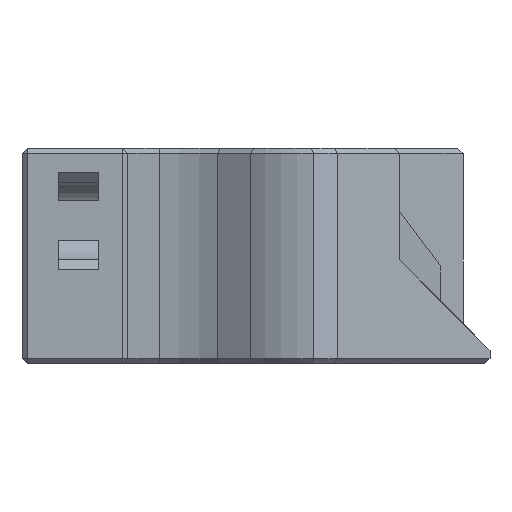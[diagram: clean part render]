
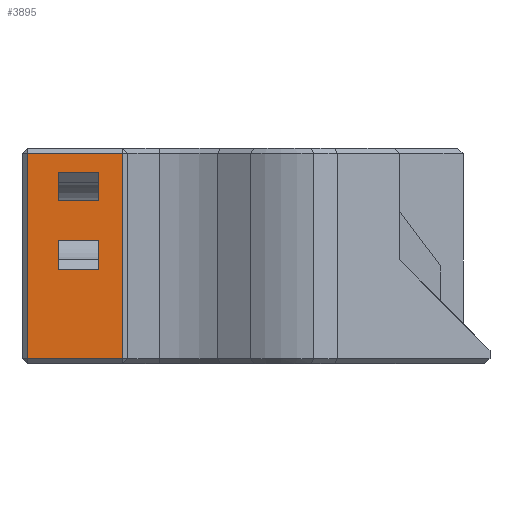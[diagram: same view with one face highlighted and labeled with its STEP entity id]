
A CAD part, left-side view. The second image highlights one B-rep face of the part: STEP entity #3895.
In plain terms, the highlighted planar face has unit normal (-1, 0, 0).
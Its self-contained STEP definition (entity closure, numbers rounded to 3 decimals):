
#110=FACE_BOUND('',#659,.T.);
#111=FACE_BOUND('',#660,.T.);
#412=FACE_OUTER_BOUND('',#658,.T.);
#658=EDGE_LOOP('',(#3399,#3400,#3401,#3402));
#659=EDGE_LOOP('',(#3403,#3404,#3405,#3406));
#660=EDGE_LOOP('',(#3407,#3408,#3409,#3410));
#1048=LINE('',#6540,#1475);
#1050=LINE('',#6545,#1477);
#1052=LINE('',#6550,#1479);
#1055=LINE('',#6555,#1482);
#1056=LINE('',#6557,#1483);
#1057=LINE('',#6561,#1484);
#1058=LINE('',#6564,#1485);
#1059=LINE('',#6566,#1486);
#1060=LINE('',#6567,#1487);
#1061=LINE('',#6570,#1488);
#1069=LINE('',#6597,#1496);
#1095=LINE('',#6660,#1522);
#1475=VECTOR('',#5147,10.);
#1477=VECTOR('',#5151,1000.);
#1479=VECTOR('',#5155,1000.);
#1482=VECTOR('',#5160,1000.);
#1483=VECTOR('',#5161,1000.);
#1484=VECTOR('',#5166,1000.);
#1485=VECTOR('',#5169,1000.);
#1486=VECTOR('',#5172,1000.);
#1487=VECTOR('',#5173,1000.);
#1488=VECTOR('',#5176,10.);
#1496=VECTOR('',#5196,10.);
#1522=VECTOR('',#5280,10.);
#1809=VERTEX_POINT('',#6360);
#1810=VERTEX_POINT('',#6364);
#1848=VERTEX_POINT('',#6538);
#1849=VERTEX_POINT('',#6542);
#1850=VERTEX_POINT('',#6544);
#1851=VERTEX_POINT('',#6548);
#1852=VERTEX_POINT('',#6549);
#1853=VERTEX_POINT('',#6554);
#1854=VERTEX_POINT('',#6556);
#1855=VERTEX_POINT('',#6560);
#1856=VERTEX_POINT('',#6562);
#1857=VERTEX_POINT('',#6569);
#2340=EDGE_CURVE('',#1848,#1810,#1048,.T.);
#2342=EDGE_CURVE('',#1849,#1850,#1050,.T.);
#2344=EDGE_CURVE('',#1851,#1852,#1052,.T.);
#2347=EDGE_CURVE('',#1849,#1853,#1055,.T.);
#2348=EDGE_CURVE('',#1854,#1851,#1056,.T.);
#2350=EDGE_CURVE('',#1855,#1854,#1057,.T.);
#2352=EDGE_CURVE('',#1856,#1853,#1058,.T.);
#2353=EDGE_CURVE('',#1852,#1855,#1059,.T.);
#2354=EDGE_CURVE('',#1856,#1850,#1060,.T.);
#2355=EDGE_CURVE('',#1809,#1857,#1061,.T.);
#2366=EDGE_CURVE('',#1810,#1809,#1069,.T.);
#2398=EDGE_CURVE('',#1857,#1848,#1095,.T.);
#3399=ORIENTED_EDGE('',*,*,#2398,.F.);
#3400=ORIENTED_EDGE('',*,*,#2355,.F.);
#3401=ORIENTED_EDGE('',*,*,#2366,.F.);
#3402=ORIENTED_EDGE('',*,*,#2340,.F.);
#3403=ORIENTED_EDGE('',*,*,#2353,.T.);
#3404=ORIENTED_EDGE('',*,*,#2350,.T.);
#3405=ORIENTED_EDGE('',*,*,#2348,.T.);
#3406=ORIENTED_EDGE('',*,*,#2344,.T.);
#3407=ORIENTED_EDGE('',*,*,#2347,.T.);
#3408=ORIENTED_EDGE('',*,*,#2352,.F.);
#3409=ORIENTED_EDGE('',*,*,#2354,.T.);
#3410=ORIENTED_EDGE('',*,*,#2342,.F.);
#3680=PLANE('',#4238);
#3895=ADVANCED_FACE('',(#412,#110,#111),#3680,.T.);
#4238=AXIS2_PLACEMENT_3D('',#6659,#5278,#5279);
#5147=DIRECTION('',(0.,0.,1.));
#5151=DIRECTION('',(0.,-1.,0.));
#5155=DIRECTION('',(0.,-1.,0.));
#5160=DIRECTION('',(0.,0.,1.));
#5161=DIRECTION('',(0.,0.,1.));
#5166=DIRECTION('',(0.,1.,0.));
#5169=DIRECTION('',(0.,1.,0.));
#5172=DIRECTION('',(0.,0.,-1.));
#5173=DIRECTION('',(0.,0.,-1.));
#5176=DIRECTION('',(0.,0.,-1.));
#5196=DIRECTION('',(0.,-1.,0.));
#5278=DIRECTION('center_axis',(-1.,0.,0.));
#5279=DIRECTION('ref_axis',(0.,0.,1.));
#5280=DIRECTION('',(0.,1.,0.));
#6360=CARTESIAN_POINT('',(103.858,10.118,-40.967));
#6364=CARTESIAN_POINT('',(103.858,17.161,-40.967));
#6538=CARTESIAN_POINT('',(103.858,17.161,-56.151));
#6540=CARTESIAN_POINT('',(103.858,17.161,-51.553));
#6542=CARTESIAN_POINT('',(103.858,14.865,-49.545));
#6544=CARTESIAN_POINT('',(103.858,11.865,-49.545));
#6545=CARTESIAN_POINT('',(103.858,9.432,-49.545));
#6548=CARTESIAN_POINT('',(103.858,14.865,-42.367));
#6549=CARTESIAN_POINT('',(103.858,11.865,-42.367));
#6550=CARTESIAN_POINT('',(103.858,9.432,-42.367));
#6554=CARTESIAN_POINT('',(103.858,14.865,-47.433));
#6555=CARTESIAN_POINT('',(103.858,14.865,-50.017));
#6556=CARTESIAN_POINT('',(103.858,14.865,-44.479));
#6557=CARTESIAN_POINT('',(103.858,14.865,-50.017));
#6560=CARTESIAN_POINT('',(103.858,11.865,-44.479));
#6561=CARTESIAN_POINT('',(103.858,11.863,-44.479));
#6562=CARTESIAN_POINT('',(103.858,11.865,-47.433));
#6564=CARTESIAN_POINT('',(103.858,11.863,-47.433));
#6566=CARTESIAN_POINT('',(103.858,11.865,-51.553));
#6567=CARTESIAN_POINT('',(103.858,11.865,-51.553));
#6569=CARTESIAN_POINT('',(103.858,10.118,-56.151));
#6570=CARTESIAN_POINT('',(103.858,10.118,-51.553));
#6597=CARTESIAN_POINT('',(103.858,13.475,-40.967));
#6659=CARTESIAN_POINT('Origin',(103.858,9.432,-51.553));
#6660=CARTESIAN_POINT('',(103.858,2.711,-56.151));
